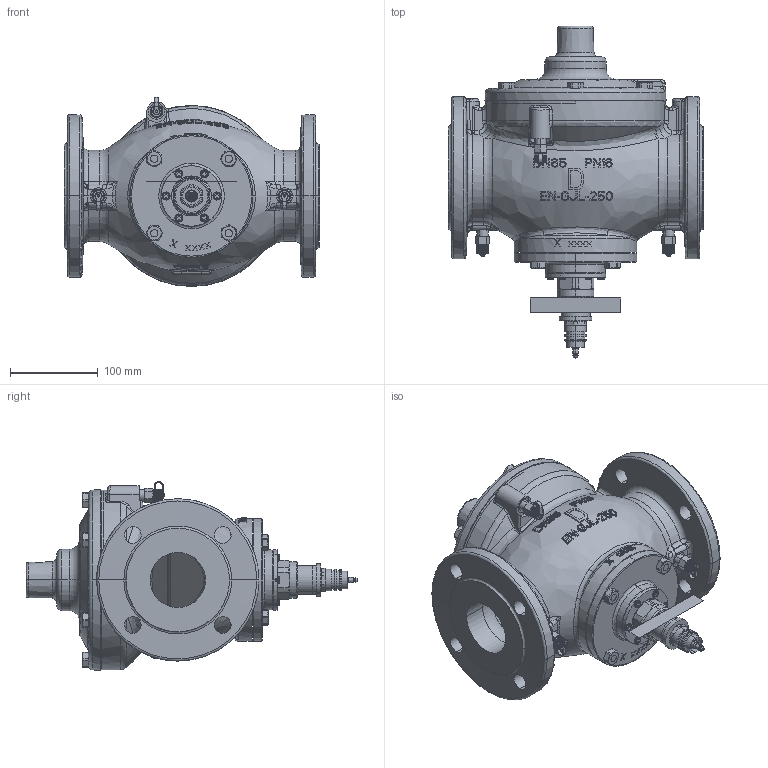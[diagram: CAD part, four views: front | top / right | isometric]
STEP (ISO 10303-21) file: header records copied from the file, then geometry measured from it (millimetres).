
FILE_DESCRIPTION((''),'2;1');
FILE_NAME('003Z0773_ASM','2015-05-18T',('u317927'),('Danfoss'),'PRO/ENGINEER BY PARAMETRIC TECHNOLOGY CORPORATION, 2014000','PRO/ENGINEER BY PARAMETRIC TECHNOLOGY CORPORATION, 2014000','');
FILE_SCHEMA(('CONFIG_CONTROL_DESIGN'));
Products named in the file (31): 89077130; 5459009; 89077420; 52017540; 51917270; 89077360; 8907117; 8907105; 8907127; 89072280; 51811501; 85093018_TESNILO_21X14X1_CU; 8503204_VRAT_VENTILA_D_INST; 8503032; 8503204_STUFFING_BOX_DN65-80_ASM; 8503030_ASM; 5181001; 8907107__ASM; 8907175_ASM; 8907130_ASM; 8907140_ASM; 8907131; 8907135; 8907141_ASM; 51818000; 51818090; 8901337; 8901338; 8901339; 8907118; 003Z0773_ASM
Assembly tree (49 placements, depth 5):
  003Z0773_ASM
    89077130
    5459009
    8907107__ASM
      89077420
      52017540
      51917270
      89077360
      8907117
      8907105
      8907127
      89072280
      51811501  x6
      85093018_TESNILO_21X14X1_CU
      8503030_ASM
        8503204_STUFFING_BOX_DN65-80_ASM
          8503204_VRAT_VENTILA_D_INST
          8503032
      5181001  x4
    8907130_ASM
      8907175_ASM
    8907140_ASM
    8907141_ASM
      8907131
      8907135
    51818000  x4
    51818090  x6
    8901337  x3
    8901338  x2
    8901339
    8907118
Bounding box: 291.06 x 378.4 x 215.49 mm (x, y, z)
Volume: 4172966 mm3; surface area: 700660.3 mm2
Topology: 44 solids, 97 shells, 3833 faces, 9813 edges, 6207 vertices
Faces by surface type: plane 1848, cylinder 1099, cone 446, bspline 307, torus 125, sphere 8
Entity records: 108693 total; most frequent: CARTESIAN_POINT 38554, ORIENTED_EDGE 15324, DIRECTION 13324, EDGE_CURVE 7742, AXIS2_PLACEMENT_3D 5270, VERTEX_POINT 4907, EDGE_LOOP 3283, FACE_OUTER_BOUND 3035
